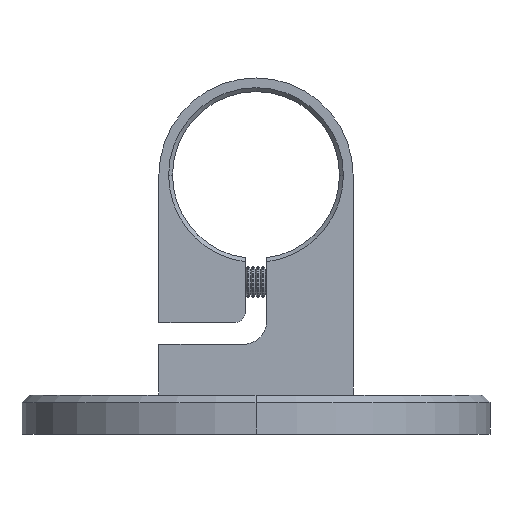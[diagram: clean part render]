
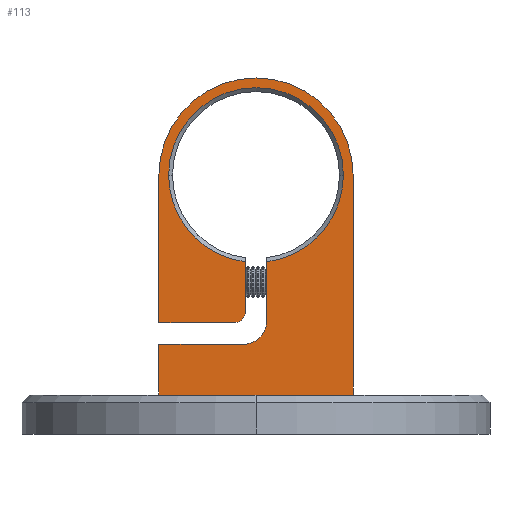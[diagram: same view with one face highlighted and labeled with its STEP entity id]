
A CAD part, front view. The second image highlights one B-rep face of the part: STEP entity #113.
In plain terms, the highlighted face is planar.
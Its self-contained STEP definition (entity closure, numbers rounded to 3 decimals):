
#113 = ADVANCED_FACE ( 'NONE', ( #4560 ), #19064, .T. ) ;
#188 = DIRECTION ( 'NONE',  ( 0., -1., 0. ) ) ;
#274 = AXIS2_PLACEMENT_3D ( 'NONE', #292, #20743, #7618 ) ;
#292 = CARTESIAN_POINT ( 'NONE',  ( 8., 56.4, 0. ) ) ;
#351 = VERTEX_POINT ( 'NONE', #9083 ) ;
#386 = CARTESIAN_POINT ( 'NONE',  ( 8., 56.4, 0. ) ) ;
#548 = DIRECTION ( 'NONE',  ( 1., 0., 0. ) ) ;
#550 = DIRECTION ( 'NONE',  ( 0., 0., -1. ) ) ;
#551 = LINE ( 'NONE', #4336, #17828 ) ;
#674 = CARTESIAN_POINT ( 'NONE',  ( 8., 56.4, -24.9 ) ) ;
#998 = DIRECTION ( 'NONE',  ( -1., 0., 0. ) ) ;
#2019 = ORIENTED_EDGE ( 'NONE', *, *, #16032, .F. ) ;
#2565 = CARTESIAN_POINT ( 'NONE',  ( 8., 21.5, 2.75 ) ) ;
#2701 = ORIENTED_EDGE ( 'NONE', *, *, #4624, .T. ) ;
#2732 = LINE ( 'NONE', #5101, #3302 ) ;
#2800 = DIRECTION ( 'NONE',  ( 0., 1., 0. ) ) ;
#3302 = VECTOR ( 'NONE', #12690, 1000. ) ;
#3498 = EDGE_CURVE ( 'NONE', #19856, #16554, #18010, .T. ) ;
#3581 = VECTOR ( 'NONE', #8233, 1000. ) ;
#3590 = ORIENTED_EDGE ( 'NONE', *, *, #13129, .T. ) ;
#3592 = EDGE_CURVE ( 'NONE', #17594, #23554, #2732, .T. ) ;
#3616 = VERTEX_POINT ( 'NONE', #8901 ) ;
#3996 = CARTESIAN_POINT ( 'NONE',  ( 8., 13., 24.9 ) ) ;
#4163 = CARTESIAN_POINT ( 'NONE',  ( 8., 56.4, 24.9 ) ) ;
#4336 = CARTESIAN_POINT ( 'NONE',  ( 8., 56.4, 24.9 ) ) ;
#4454 = ORIENTED_EDGE ( 'NONE', *, *, #11274, .F. ) ;
#4560 = FACE_OUTER_BOUND ( 'NONE', #7858, .T. ) ;
#4624 = EDGE_CURVE ( 'NONE', #8616, #18217, #21854, .T. ) ;
#4741 = DIRECTION ( 'NONE',  ( 0., 0., -1. ) ) ;
#4815 = AXIS2_PLACEMENT_3D ( 'NONE', #23253, #998, #6793 ) ;
#5101 = CARTESIAN_POINT ( 'NONE',  ( 8., 0., -24.9 ) ) ;
#5710 = EDGE_CURVE ( 'NONE', #23554, #8616, #23028, .T. ) ;
#5713 = CARTESIAN_POINT ( 'NONE',  ( 8., 56.4, 0. ) ) ;
#5940 = ORIENTED_EDGE ( 'NONE', *, *, #12969, .T. ) ;
#5979 = ORIENTED_EDGE ( 'NONE', *, *, #3592, .T. ) ;
#6034 = CARTESIAN_POINT ( 'NONE',  ( 8., 13., 24.9 ) ) ;
#6163 = LINE ( 'NONE', #22922, #3581 ) ;
#6201 = AXIS2_PLACEMENT_3D ( 'NONE', #5713, #14905, #22326 ) ;
#6306 = VECTOR ( 'NONE', #23812, 1000. ) ;
#6409 = VERTEX_POINT ( 'NONE', #19203 ) ;
#6614 = LINE ( 'NONE', #7362, #6306 ) ;
#6793 = DIRECTION ( 'NONE',  ( 0., 0., -1. ) ) ;
#6847 = CARTESIAN_POINT ( 'NONE',  ( 8., 21.5, 5.75 ) ) ;
#6854 = EDGE_CURVE ( 'NONE', #16554, #6409, #19199, .T. ) ;
#7205 = AXIS2_PLACEMENT_3D ( 'NONE', #386, #11674, #550 ) ;
#7292 = LINE ( 'NONE', #19872, #13614 ) ;
#7362 = CARTESIAN_POINT ( 'NONE',  ( 8., 18.5, 5.75 ) ) ;
#7618 = DIRECTION ( 'NONE',  ( 0., 0., -1. ) ) ;
#7858 = EDGE_LOOP ( 'NONE', ( #15041, #19106, #14593, #5940, #10694, #13888, #4454, #3590, #23439, #5979, #19310, #2701, #2019, #9483 ) ) ;
#8014 = EDGE_CURVE ( 'NONE', #12768, #351, #14859, .T. ) ;
#8233 = DIRECTION ( 'NONE',  ( 0., -1., 0. ) ) ;
#8535 = CARTESIAN_POINT ( 'NONE',  ( 8., 19., 3.25 ) ) ;
#8616 = VERTEX_POINT ( 'NONE', #4163 ) ;
#8901 = CARTESIAN_POINT ( 'NONE',  ( 8., 0., 24.9 ) ) ;
#8962 = CARTESIAN_POINT ( 'NONE',  ( 8., 18.5, 24.9 ) ) ;
#9083 = CARTESIAN_POINT ( 'NONE',  ( 8., 34.169, -2.75 ) ) ;
#9230 = EDGE_CURVE ( 'NONE', #19856, #13146, #6163, .T. ) ;
#9281 = LINE ( 'NONE', #3996, #21385 ) ;
#9483 = ORIENTED_EDGE ( 'NONE', *, *, #15603, .F. ) ;
#9807 = VERTEX_POINT ( 'NONE', #19682 ) ;
#10303 = CARTESIAN_POINT ( 'NONE',  ( 8., 19., -2.75 ) ) ;
#10620 = DIRECTION ( 'NONE',  ( 0., 0., -1. ) ) ;
#10694 = ORIENTED_EDGE ( 'NONE', *, *, #8014, .F. ) ;
#10850 = EDGE_CURVE ( 'NONE', #3616, #17594, #7292, .T. ) ;
#11239 = CARTESIAN_POINT ( 'NONE',  ( 8., 56.4, 24.9 ) ) ;
#11274 = EDGE_CURVE ( 'NONE', #13057, #9807, #9281, .T. ) ;
#11431 = VERTEX_POINT ( 'NONE', #20906 ) ;
#11674 = DIRECTION ( 'NONE',  ( 1., 0., 0. ) ) ;
#12690 = DIRECTION ( 'NONE',  ( 0., 1., 0. ) ) ;
#12768 = VERTEX_POINT ( 'NONE', #17728 ) ;
#12969 = EDGE_CURVE ( 'NONE', #6409, #351, #18439, .T. ) ;
#13057 = VERTEX_POINT ( 'NONE', #6034 ) ;
#13107 = DIRECTION ( 'NONE',  ( 0., 0., -1. ) ) ;
#13129 = EDGE_CURVE ( 'NONE', #13057, #3616, #551, .T. ) ;
#13146 = VERTEX_POINT ( 'NONE', #2565 ) ;
#13614 = VECTOR ( 'NONE', #10620, 1000. ) ;
#13888 = ORIENTED_EDGE ( 'NONE', *, *, #16757, .F. ) ;
#14593 = ORIENTED_EDGE ( 'NONE', *, *, #6854, .T. ) ;
#14859 = LINE ( 'NONE', #10303, #23228 ) ;
#14905 = DIRECTION ( 'NONE',  ( -1., 0., 0. ) ) ;
#15041 = ORIENTED_EDGE ( 'NONE', *, *, #9230, .F. ) ;
#15603 = EDGE_CURVE ( 'NONE', #13146, #11431, #18141, .T. ) ;
#15781 = DIRECTION ( 'NONE',  ( -1., 0., 0. ) ) ;
#16032 = EDGE_CURVE ( 'NONE', #11431, #18217, #6614, .T. ) ;
#16554 = VERTEX_POINT ( 'NONE', #20471 ) ;
#16757 = EDGE_CURVE ( 'NONE', #9807, #12768, #22162, .T. ) ;
#16814 = DIRECTION ( 'NONE',  ( 0., 0., -1. ) ) ;
#17594 = VERTEX_POINT ( 'NONE', #19783 ) ;
#17728 = CARTESIAN_POINT ( 'NONE',  ( 8., 19., -2.75 ) ) ;
#17828 = VECTOR ( 'NONE', #19071, 1000. ) ;
#18010 = CIRCLE ( 'NONE', #4815, 22.4 ) ;
#18141 = CIRCLE ( 'NONE', #22921, 3. ) ;
#18217 = VERTEX_POINT ( 'NONE', #8962 ) ;
#18439 = CIRCLE ( 'NONE', #6201, 22.4 ) ;
#18743 = CARTESIAN_POINT ( 'NONE',  ( 8., 56.4, 0. ) ) ;
#19064 = PLANE ( 'NONE',  #7205 ) ;
#19071 = DIRECTION ( 'NONE',  ( 0., -1., 0. ) ) ;
#19106 = ORIENTED_EDGE ( 'NONE', *, *, #3498, .T. ) ;
#19199 = CIRCLE ( 'NONE', #274, 22.4 ) ;
#19203 = CARTESIAN_POINT ( 'NONE',  ( 8., 56.4, -22.4 ) ) ;
#19310 = ORIENTED_EDGE ( 'NONE', *, *, #5710, .T. ) ;
#19582 = DIRECTION ( 'NONE',  ( 0., 0., 1. ) ) ;
#19682 = CARTESIAN_POINT ( 'NONE',  ( 8., 13., 3.25 ) ) ;
#19783 = CARTESIAN_POINT ( 'NONE',  ( 8., 0., -24.9 ) ) ;
#19856 = VERTEX_POINT ( 'NONE', #23130 ) ;
#19872 = CARTESIAN_POINT ( 'NONE',  ( 8., 0., 24.9 ) ) ;
#20179 = AXIS2_PLACEMENT_3D ( 'NONE', #18743, #548, #16814 ) ;
#20299 = AXIS2_PLACEMENT_3D ( 'NONE', #8535, #23129, #4741 ) ;
#20471 = CARTESIAN_POINT ( 'NONE',  ( 8., 56.4, 22.4 ) ) ;
#20743 = DIRECTION ( 'NONE',  ( -1., 0., 0. ) ) ;
#20906 = CARTESIAN_POINT ( 'NONE',  ( 8., 18.5, 5.75 ) ) ;
#20987 = VECTOR ( 'NONE', #188, 1000. ) ;
#21385 = VECTOR ( 'NONE', #13107, 1000. ) ;
#21854 = LINE ( 'NONE', #11239, #20987 ) ;
#22162 = CIRCLE ( 'NONE', #20299, 6. ) ;
#22326 = DIRECTION ( 'NONE',  ( 0., 0., -1. ) ) ;
#22921 = AXIS2_PLACEMENT_3D ( 'NONE', #6847, #15781, #19582 ) ;
#22922 = CARTESIAN_POINT ( 'NONE',  ( 8., 35.177, 2.75 ) ) ;
#23028 = CIRCLE ( 'NONE', #20179, 24.9 ) ;
#23129 = DIRECTION ( 'NONE',  ( 1., 0., 0. ) ) ;
#23130 = CARTESIAN_POINT ( 'NONE',  ( 8., 34.169, 2.75 ) ) ;
#23228 = VECTOR ( 'NONE', #2800, 1000. ) ;
#23253 = CARTESIAN_POINT ( 'NONE',  ( 8., 56.4, 0. ) ) ;
#23439 = ORIENTED_EDGE ( 'NONE', *, *, #10850, .T. ) ;
#23554 = VERTEX_POINT ( 'NONE', #674 ) ;
#23812 = DIRECTION ( 'NONE',  ( 0., 0., 1. ) ) ;
